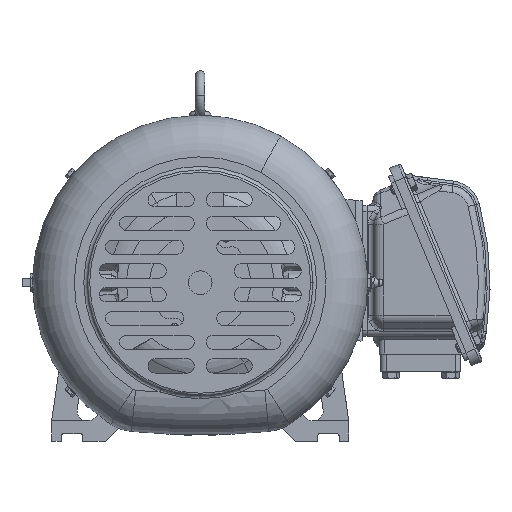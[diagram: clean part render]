
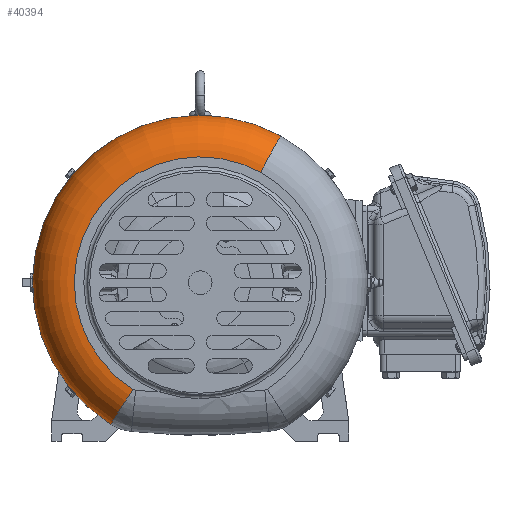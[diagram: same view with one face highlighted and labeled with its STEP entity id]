
A CAD part, front view. The second image highlights one B-rep face of the part: STEP entity #40394.
In plain terms, the highlighted toroidal (fillet/blend) face has major radius 106 mm and minor radius 35 mm.
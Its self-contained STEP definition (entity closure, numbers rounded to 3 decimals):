
#39804=CARTESIAN_POINT('Vertex',(67.599,-191.,123.739)) ;
#40111=CARTESIAN_POINT('Vertex',(-75.287,-191.,-119.218)) ;
#40114=CARTESIAN_POINT('Axis2P3D Location',(0.,-191.,0.)) ;
#40257=CARTESIAN_POINT('Axis2P3D Location',(50.819,-191.,93.024)) ;
#40261=CARTESIAN_POINT('Vertex',(50.819,-226.,93.024)) ;
#40371=CARTESIAN_POINT('Axis2P3D Location',(0.,-191.,0.)) ;
#40376=CARTESIAN_POINT('Axis2P3D Location',(-56.598,-191.,-89.625)) ;
#40380=CARTESIAN_POINT('Vertex',(-56.598,-226.,-89.625)) ;
#40383=CARTESIAN_POINT('Axis2P3D Location',(0.,-226.,0.)) ;
#40115=DIRECTION('Axis2P3D Direction',(-0.,1.,0.)) ;
#40258=DIRECTION('Axis2P3D Direction',(-0.878,0.,0.479)) ;
#40372=DIRECTION('Axis2P3D Direction',(0.,1.,0.)) ;
#40373=DIRECTION('Axis2P3D XDirection',(-0.468,0.,-0.884)) ;
#40377=DIRECTION('Axis2P3D Direction',(0.846,0.,-0.534)) ;
#40384=DIRECTION('Axis2P3D Direction',(-0.,1.,0.)) ;
#40116=AXIS2_PLACEMENT_3D('Circle Axis2P3D',#40114,#40115,$) ;
#40259=AXIS2_PLACEMENT_3D('Circle Axis2P3D',#40257,#40258,$) ;
#40374=AXIS2_PLACEMENT_3D('Torus Axis2P3D',#40371,#40372,#40373) ;
#40378=AXIS2_PLACEMENT_3D('Circle Axis2P3D',#40376,#40377,$) ;
#40385=AXIS2_PLACEMENT_3D('Circle Axis2P3D',#40383,#40384,$) ;
#40389=ORIENTED_EDGE('',*,*,#40382,.T.) ;
#40390=ORIENTED_EDGE('',*,*,#40387,.T.) ;
#40391=ORIENTED_EDGE('',*,*,#40263,.F.) ;
#40392=ORIENTED_EDGE('',*,*,#40118,.F.) ;
#40394=ADVANCED_FACE('AEUH8R#210TC-FSide.1\\31407C236X1.1\\PartBody',(#40393),#40375,.T.) ;
#40117=CIRCLE('generated circle',#40116,141.) ;
#40260=CIRCLE('generated circle',#40259,35.) ;
#40379=CIRCLE('generated circle',#40378,35.) ;
#40386=CIRCLE('generated circle',#40385,106.) ;
#40375=TOROIDAL_SURFACE('homeo Torus',#40374,106.,35.) ;
#40118=EDGE_CURVE('',#40112,#39805,#40117,.T.) ;
#40263=EDGE_CURVE('',#39805,#40262,#40260,.F.) ;
#40382=EDGE_CURVE('',#40112,#40381,#40379,.F.) ;
#40387=EDGE_CURVE('',#40381,#40262,#40386,.T.) ;
#40388=EDGE_LOOP('',(#40389,#40390,#40391,#40392)) ;
#40393=FACE_OUTER_BOUND('',#40388,.T.) ;
#39805=VERTEX_POINT('',#39804) ;
#40112=VERTEX_POINT('',#40111) ;
#40262=VERTEX_POINT('',#40261) ;
#40381=VERTEX_POINT('',#40380) ;
